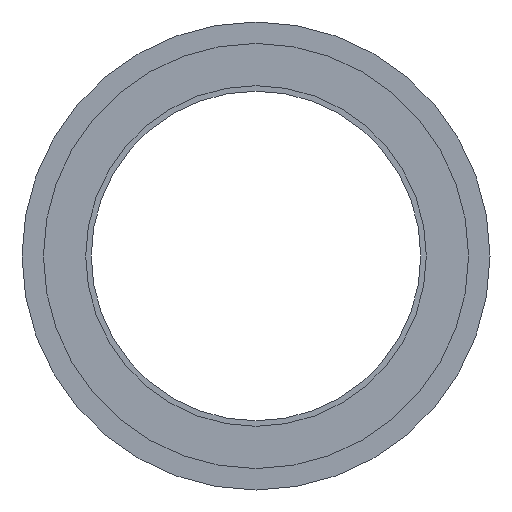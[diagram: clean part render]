
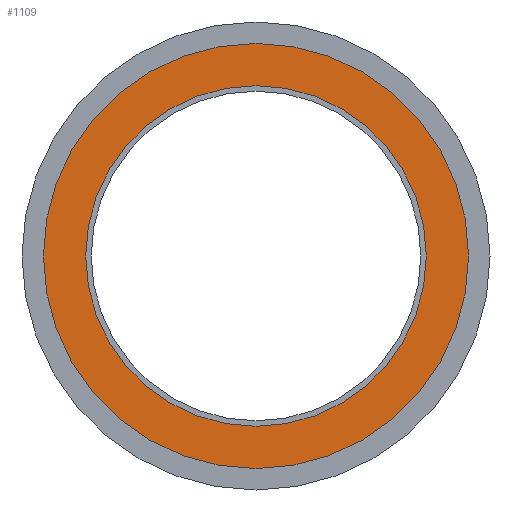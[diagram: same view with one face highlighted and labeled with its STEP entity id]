
A CAD part, front view. The second image highlights one B-rep face of the part: STEP entity #1109.
In plain terms, the highlighted planar face has unit normal (0, -1, 0).
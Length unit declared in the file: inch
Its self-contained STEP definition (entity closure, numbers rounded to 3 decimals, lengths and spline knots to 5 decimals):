
#73 = CARTESIAN_POINT ( 'NONE',  ( 0., -0.06, 0. ) ) ;
#86 = FACE_OUTER_BOUND ( 'NONE', #1035, .T. ) ;
#115 = VERTEX_POINT ( 'NONE', #1371 ) ;
#156 = ORIENTED_EDGE ( 'NONE', *, *, #1197, .T. ) ;
#195 = EDGE_CURVE ( 'NONE', #995, #115, #1071, .T. ) ;
#221 = DIRECTION ( 'NONE',  ( 0., -1., 0. ) ) ;
#252 = CARTESIAN_POINT ( 'NONE',  ( 0., -0.06, 0.775 ) ) ;
#282 = AXIS2_PLACEMENT_3D ( 'NONE', #952, #972, #309 ) ;
#309 = DIRECTION ( 'NONE',  ( 0., 0., -1. ) ) ;
#311 = VERTEX_POINT ( 'NONE', #1104 ) ;
#323 = DIRECTION ( 'NONE',  ( 0., -1., 0. ) ) ;
#350 = DIRECTION ( 'NONE',  ( 0., -1., 0. ) ) ;
#353 = CIRCLE ( 'NONE', #1285, 0.775 ) ;
#359 = ORIENTED_EDGE ( 'NONE', *, *, #195, .T. ) ;
#378 = ORIENTED_EDGE ( 'NONE', *, *, #973, .F. ) ;
#426 = CARTESIAN_POINT ( 'NONE',  ( 0., -0.06, 0. ) ) ;
#454 = DIRECTION ( 'NONE',  ( 0., 0., -1. ) ) ;
#524 = PLANE ( 'NONE',  #282 ) ;
#527 = AXIS2_PLACEMENT_3D ( 'NONE', #660, #221, #789 ) ;
#660 = CARTESIAN_POINT ( 'NONE',  ( 0., -0.06, 0. ) ) ;
#711 = VERTEX_POINT ( 'NONE', #252 ) ;
#789 = DIRECTION ( 'NONE',  ( 0., 0., -1. ) ) ;
#792 = AXIS2_PLACEMENT_3D ( 'NONE', #426, #323, #1221 ) ;
#839 = AXIS2_PLACEMENT_3D ( 'NONE', #73, #959, #964 ) ;
#861 = CIRCLE ( 'NONE', #792, 0.775 ) ;
#952 = CARTESIAN_POINT ( 'NONE',  ( 0., -0.06, 0. ) ) ;
#959 = DIRECTION ( 'NONE',  ( 0., -1., 0. ) ) ;
#964 = DIRECTION ( 'NONE',  ( 0., 0., -1. ) ) ;
#972 = DIRECTION ( 'NONE',  ( 0., -1., 0. ) ) ;
#973 = EDGE_CURVE ( 'NONE', #711, #311, #353, .T. ) ;
#995 = VERTEX_POINT ( 'NONE', #1224 ) ;
#1035 = EDGE_LOOP ( 'NONE', ( #359, #156 ) ) ;
#1071 = CIRCLE ( 'NONE', #839, 0.9675 ) ;
#1104 = CARTESIAN_POINT ( 'NONE',  ( 0., -0.06, -0.775 ) ) ;
#1109 = ADVANCED_FACE ( 'NONE', ( #86, #1172 ), #524, .T. ) ;
#1153 = EDGE_CURVE ( 'NONE', #311, #711, #861, .T. ) ;
#1157 = ORIENTED_EDGE ( 'NONE', *, *, #1153, .F. ) ;
#1172 = FACE_BOUND ( 'NONE', #1176, .T. ) ;
#1176 = EDGE_LOOP ( 'NONE', ( #378, #1157 ) ) ;
#1188 = CIRCLE ( 'NONE', #527, 0.9675 ) ;
#1197 = EDGE_CURVE ( 'NONE', #115, #995, #1188, .T. ) ;
#1221 = DIRECTION ( 'NONE',  ( 0., 0., -1. ) ) ;
#1224 = CARTESIAN_POINT ( 'NONE',  ( 0., -0.06, -0.9675 ) ) ;
#1285 = AXIS2_PLACEMENT_3D ( 'NONE', #1348, #350, #454 ) ;
#1348 = CARTESIAN_POINT ( 'NONE',  ( 0., -0.06, 0. ) ) ;
#1371 = CARTESIAN_POINT ( 'NONE',  ( 0., -0.06, 0.9675 ) ) ;
